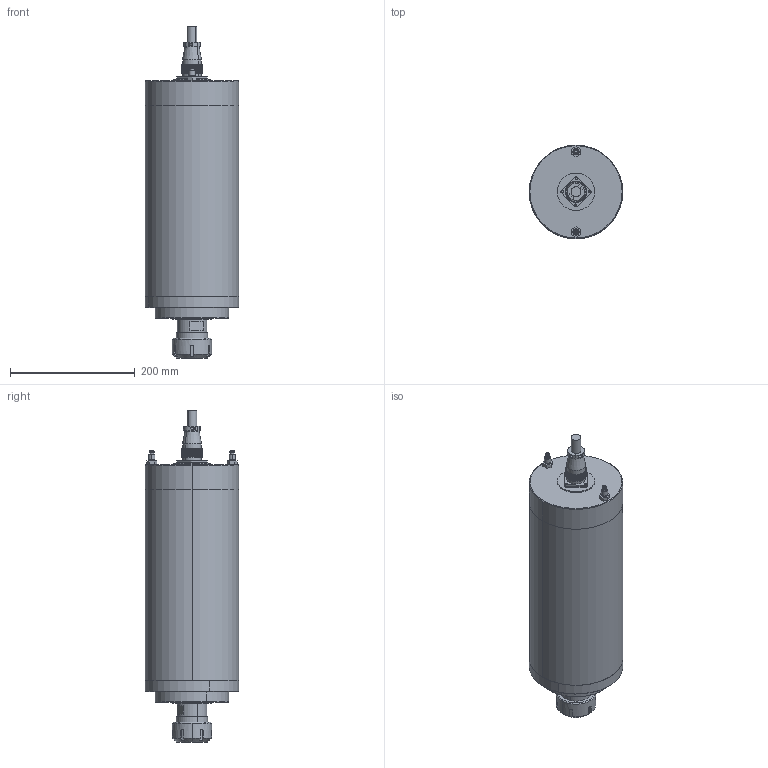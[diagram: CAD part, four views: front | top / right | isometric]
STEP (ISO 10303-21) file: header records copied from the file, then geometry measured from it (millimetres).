
FILE_DESCRIPTION (( 'STEP AP214' ), '1' );
FILE_NAME ('GDK150-12Z-11B-4P.STEP', '2024-07-30T02:05:59', ( '00' ), ( '' ), 'SwSTEP 2.0', 'SolidWorks 2018', '' );
FILE_SCHEMA (( 'AUTOMOTIVE_DESIGN' ));
Length unit declared in the file: millimetre
Products named in the file (13): WS28瑤脣釱; ER40蹟簽_1; WS28瑤脣芛; GDK150-12Z-11(11B)滅鳥欶; GDK150-12Z-11B-4P; 阨郲30.5ㄗM10ㄘ_2; GDK150-12Z-11(11B)粣創釱; GDK150-12Z-11(11B)儂褲; WS28瑤脣; GDK150-12Z-11(11B)堤盄釱; GDK150-12Z-11(11B)粣芛20; ER40 粟俶芠標_1; GDK150-12Z-11(11B)ヶ蹟譫
Assembly tree (13 placements, depth 3):
  GDK150-12Z-11B-4P
    GDK150-12Z-11(11B)儂褲
    GDK150-12Z-11(11B)堤盄釱
    GDK150-12Z-11(11B)粣創釱
    GDK150-12Z-11(11B)ヶ蹟譫
    GDK150-12Z-11(11B)滅鳥欶
    GDK150-12Z-11(11B)粣芛20
    ER40 粟俶芠標_1
    ER40蹟簽_1
    阨郲30.5ㄗM10ㄘ_2  x2
    WS28瑤脣
      WS28瑤脣釱
      WS28瑤脣芛
Bounding box: 150 x 150 x 533.03 mm (x, y, z)
Volume: 6588262.5 mm3; surface area: 381041.1 mm2
Topology: 15 solids, 15 shells, 5043 faces, 14746 edges, 9729 vertices
Faces by surface type: plane 2390, cylinder 2389, cone 177, sphere 78, bspline 9
Entity records: 174151 total; most frequent: CARTESIAN_POINT 43993, ORIENTED_EDGE 28852, DIRECTION 24940, EDGE_CURVE 14426, AXIS2_PLACEMENT_3D 10004, VERTEX_POINT 9535, EDGE_LOOP 5045, CIRCLE 5031
